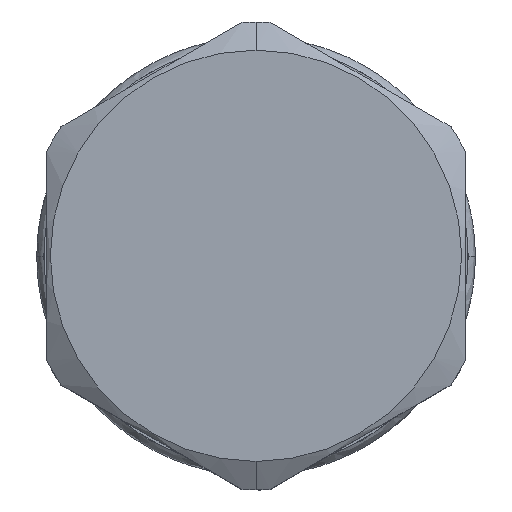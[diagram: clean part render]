
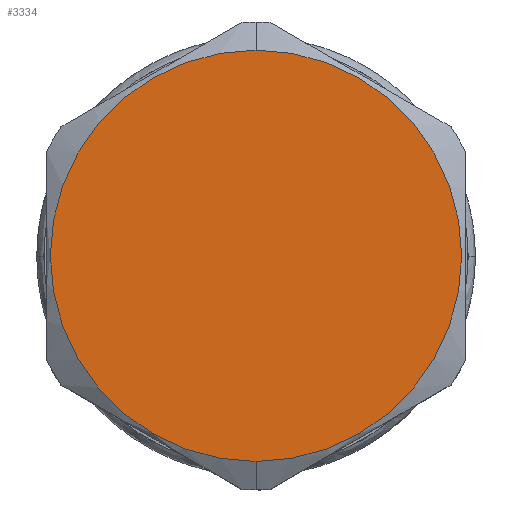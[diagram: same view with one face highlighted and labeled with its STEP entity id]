
A CAD part, top view. The second image highlights one B-rep face of the part: STEP entity #3334.
In plain terms, the highlighted planar face has unit normal (0, 0, 1).
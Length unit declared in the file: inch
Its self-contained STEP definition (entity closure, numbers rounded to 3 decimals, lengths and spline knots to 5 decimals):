
#1028=CARTESIAN_POINT('',(0.,0.,3.1545));
#1029=DIRECTION('',(0.,0.,1.));
#1030=DIRECTION('',(0.,-1.,0.));
#1031=AXIS2_PLACEMENT_3D('',#1028,#1029,#1030);
#1033=CARTESIAN_POINT('',(0.,0.,3.1545));
#1034=DIRECTION('',(0.,0.,1.));
#1035=DIRECTION('',(0.,1.,0.));
#1036=AXIS2_PLACEMENT_3D('',#1033,#1034,#1035);
#1725=CARTESIAN_POINT('',(0.,-0.43,3.1545));
#1726=CARTESIAN_POINT('',(0.,0.43,3.1545));
#1727=VERTEX_POINT('',#1725);
#1728=VERTEX_POINT('',#1726);
#3325=CARTESIAN_POINT('',(0.,0.,3.1545));
#3326=DIRECTION('',(0.,0.,1.));
#3327=DIRECTION('',(0.,1.,0.));
#3328=AXIS2_PLACEMENT_3D('',#3325,#3326,#3327);
#3329=PLANE('',#3328);
#3330=ORIENTED_EDGE('',*,*,#3180,.F.);
#3331=ORIENTED_EDGE('',*,*,#3208,.F.);
#3332=EDGE_LOOP('',(#3330,#3331));
#3333=FACE_OUTER_BOUND('',#3332,.F.);
#3334=ADVANCED_FACE('',(#3333),#3329,.T.);
#1032=CIRCLE('',#1031,0.43);
#1037=CIRCLE('',#1036,0.43);
#3180=EDGE_CURVE('',#1727,#1728,#1032,.T.);
#3208=EDGE_CURVE('',#1728,#1727,#1037,.T.);
